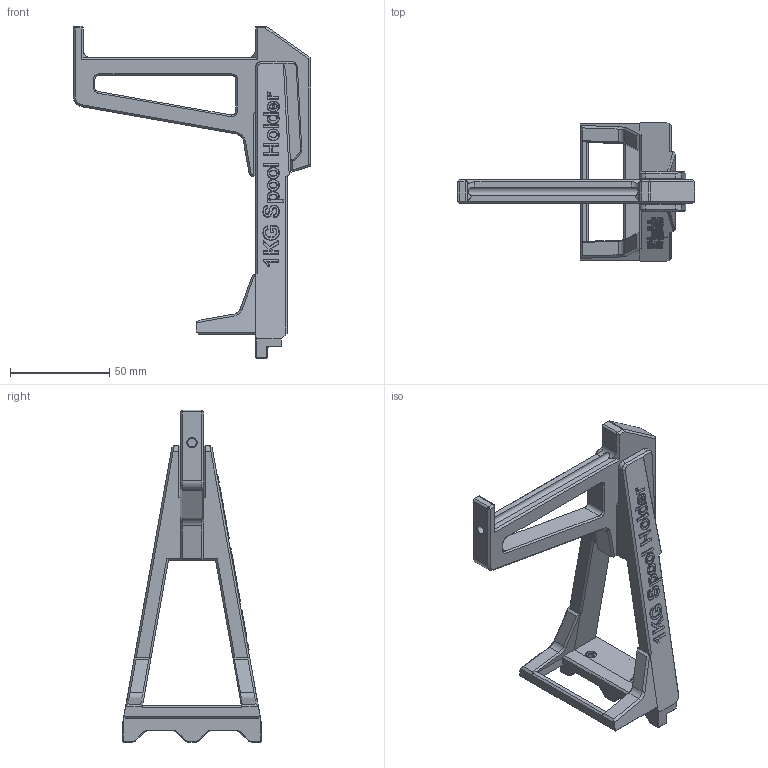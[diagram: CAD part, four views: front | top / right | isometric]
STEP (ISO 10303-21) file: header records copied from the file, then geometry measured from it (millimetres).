
FILE_DESCRIPTION(/* description */ (''),/* implementation_level */ '2;1');
FILE_NAME(/* name */ '1Kg Spool Holder v3.step',/* time_stamp */ '2022-05-26T08:29:54+02:00',/* author */ (''),/* organization */ (''),/* preprocessor_version */ 'ST-DEVELOPER v19',/* originating_system */ 'Autodesk Translation Framework v11.7.0.108',/* authorisation */ '');
FILE_SCHEMA (('AUTOMOTIVE_DESIGN { 1 0 10303 214 3 1 1 }'));
Length unit declared in the file: millimetre
Products named in the file (3): 1Kg Spool Holder v3; Spool Holder Arm; Spool Arm
Assembly tree (2 placements, depth 2):
  1Kg Spool Holder v3
    Spool Holder Arm
    Spool Arm
Bounding box: 120 x 70 x 167.6 mm (x, y, z)
Volume: 109545.6 mm3; surface area: 39272.4 mm2
Topology: 3 solids, 3 shells, 807 faces, 1944 edges, 1158 vertices
Faces by surface type: plane 377, bspline 330, cone 53, cylinder 47
Full cylindrical faces by diameter (mm): 3.2 x7, 4.4 x4, 5.6 x4
Entity records: 30294 total; most frequent: CARTESIAN_POINT 13959, ORIENTED_EDGE 3864, DIRECTION 2339, EDGE_CURVE 1932, VERTEX_POINT 1158, LINE 1113, VECTOR 1113, EDGE_LOOP 852
